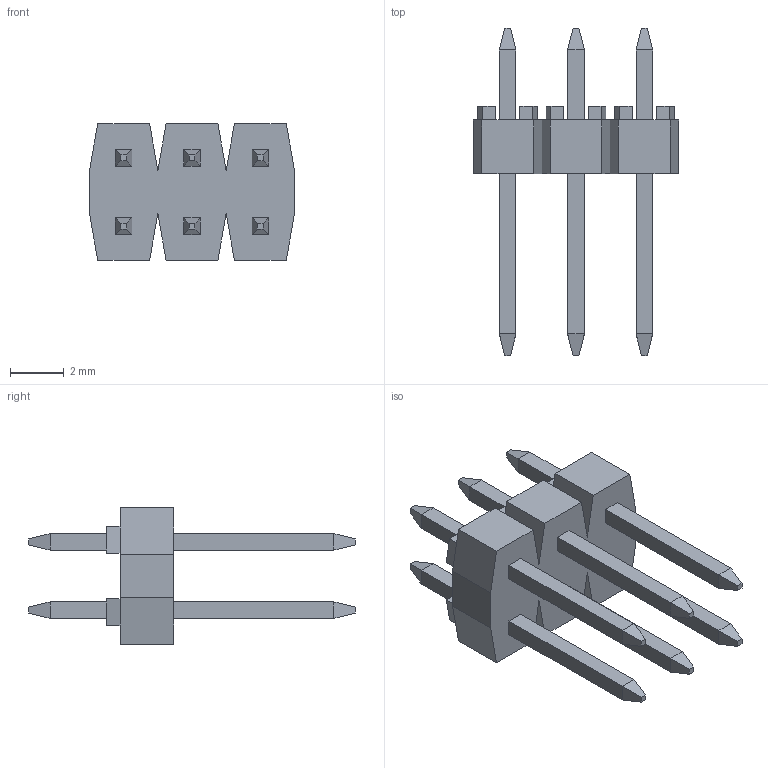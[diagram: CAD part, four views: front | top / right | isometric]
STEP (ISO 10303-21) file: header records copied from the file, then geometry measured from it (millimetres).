
FILE_DESCRIPTION(/* description */ (''),/* implementation_level */ '2;1');
FILE_NAME(/* name */ '901310123.stp',/* time_stamp */ '2020-06-01T23:21:03-04:00',/* author */ ('Constanza'),/* organization */ (''),/* preprocessor_version */ 'ST-DEVELOPER v16.13',/* originating_system */ 'Autodesk Inventor 2018',/* authorisation */ '');
FILE_SCHEMA (('AUTOMOTIVE_DESIGN { 1 0 10303 214 3 1 1 }'));
Length unit declared in the file: millimetre
Products named in the file (1): 901310123
Bounding box: 7.62 x 12.15 x 5.08 mm (x, y, z)
Volume: 96 mm3; surface area: 301.7 mm2
Topology: 1 solids, 1 shells, 190 faces, 450 edges, 286 vertices
Faces by surface type: plane 190
Entity records: 5533 total; most frequent: CARTESIAN_POINT 921, ORIENTED_EDGE 888, DIRECTION 838, LINE 444, VECTOR 444, EDGE_CURVE 444, VERTEX_POINT 280, EDGE_LOOP 214
